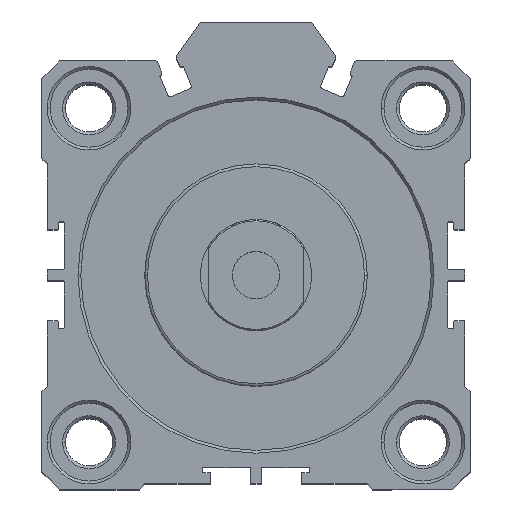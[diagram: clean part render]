
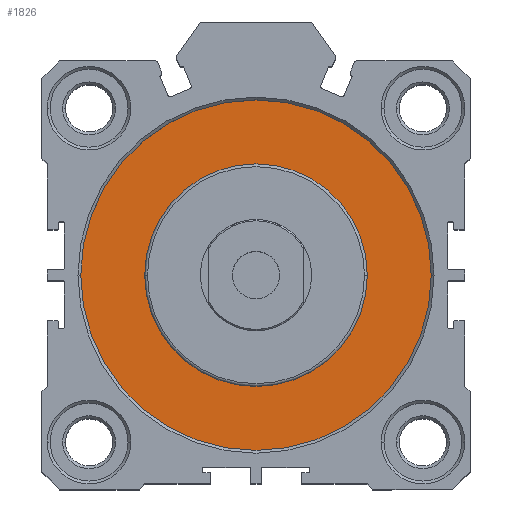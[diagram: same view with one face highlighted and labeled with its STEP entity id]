
A CAD part, top view. The second image highlights one B-rep face of the part: STEP entity #1826.
In plain terms, the highlighted planar face has unit normal (0, 0, 1).
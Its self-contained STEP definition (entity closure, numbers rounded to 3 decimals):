
#574 = AXIS2_PLACEMENT_3D ( 'NONE', #7289, #3590, #7923 ) ;
#1406 = CIRCLE ( 'NONE', #574, 31.5 ) ;
#1437 = PLANE ( 'NONE',  #3747 ) ;
#1493 = EDGE_CURVE ( 'NONE', #5146, #5545, #1406, .T. ) ;
#1636 = DIRECTION ( 'NONE',  ( 0., 0., 1. ) ) ;
#1826 = ADVANCED_FACE ( 'NONE', ( #5308, #6908 ), #1437, .T. ) ;
#2016 = AXIS2_PLACEMENT_3D ( 'NONE', #2106, #6444, #2725 ) ;
#2061 = CARTESIAN_POINT ( 'NONE',  ( 0., 0., 27.8 ) ) ;
#2106 = CARTESIAN_POINT ( 'NONE',  ( 0., 0., 27.8 ) ) ;
#2385 = CARTESIAN_POINT ( 'NONE',  ( -20., 0., 27.8 ) ) ;
#2387 = CARTESIAN_POINT ( 'NONE',  ( 31.5, 0., 27.8 ) ) ;
#2558 = CIRCLE ( 'NONE', #7020, 31.5 ) ;
#2694 = EDGE_CURVE ( 'NONE', #5545, #5146, #2558, .T. ) ;
#2714 = EDGE_LOOP ( 'NONE', ( #7220, #3196 ) ) ;
#2725 = DIRECTION ( 'NONE',  ( 1., 0., 0. ) ) ;
#3196 = ORIENTED_EDGE ( 'NONE', *, *, #2694, .T. ) ;
#3225 = CARTESIAN_POINT ( 'NONE',  ( -31.5, 0., 27.8 ) ) ;
#3285 = ORIENTED_EDGE ( 'NONE', *, *, #4960, .F. ) ;
#3307 = DIRECTION ( 'NONE',  ( 1., 0., 0. ) ) ;
#3470 = DIRECTION ( 'NONE',  ( 0., 0., 1. ) ) ;
#3589 = ORIENTED_EDGE ( 'NONE', *, *, #6815, .F. ) ;
#3590 = DIRECTION ( 'NONE',  ( 0., 0., 1. ) ) ;
#3747 = AXIS2_PLACEMENT_3D ( 'NONE', #2061, #7013, #3307 ) ;
#4960 = EDGE_CURVE ( 'NONE', #5066, #5360, #6905, .T. ) ;
#5066 = VERTEX_POINT ( 'NONE', #7866 ) ;
#5146 = VERTEX_POINT ( 'NONE', #2387 ) ;
#5308 = FACE_BOUND ( 'NONE', #6063, .T. ) ;
#5347 = CARTESIAN_POINT ( 'NONE',  ( 0., 0., 27.8 ) ) ;
#5360 = VERTEX_POINT ( 'NONE', #2385 ) ;
#5545 = VERTEX_POINT ( 'NONE', #3225 ) ;
#5622 = CIRCLE ( 'NONE', #2016, 20. ) ;
#5979 = DIRECTION ( 'NONE',  ( 1., 0., 0. ) ) ;
#6063 = EDGE_LOOP ( 'NONE', ( #3589, #3285 ) ) ;
#6077 = AXIS2_PLACEMENT_3D ( 'NONE', #7167, #3470, #7796 ) ;
#6444 = DIRECTION ( 'NONE',  ( 0., 0., 1. ) ) ;
#6815 = EDGE_CURVE ( 'NONE', #5360, #5066, #5622, .T. ) ;
#6905 = CIRCLE ( 'NONE', #6077, 20. ) ;
#6908 = FACE_OUTER_BOUND ( 'NONE', #2714, .T. ) ;
#7013 = DIRECTION ( 'NONE',  ( 0., 0., 1. ) ) ;
#7020 = AXIS2_PLACEMENT_3D ( 'NONE', #5347, #1636, #5979 ) ;
#7167 = CARTESIAN_POINT ( 'NONE',  ( 0., 0., 27.8 ) ) ;
#7220 = ORIENTED_EDGE ( 'NONE', *, *, #1493, .T. ) ;
#7289 = CARTESIAN_POINT ( 'NONE',  ( 0., 0., 27.8 ) ) ;
#7796 = DIRECTION ( 'NONE',  ( 1., 0., 0. ) ) ;
#7866 = CARTESIAN_POINT ( 'NONE',  ( 20., 0., 27.8 ) ) ;
#7923 = DIRECTION ( 'NONE',  ( 1., 0., 0. ) ) ;
